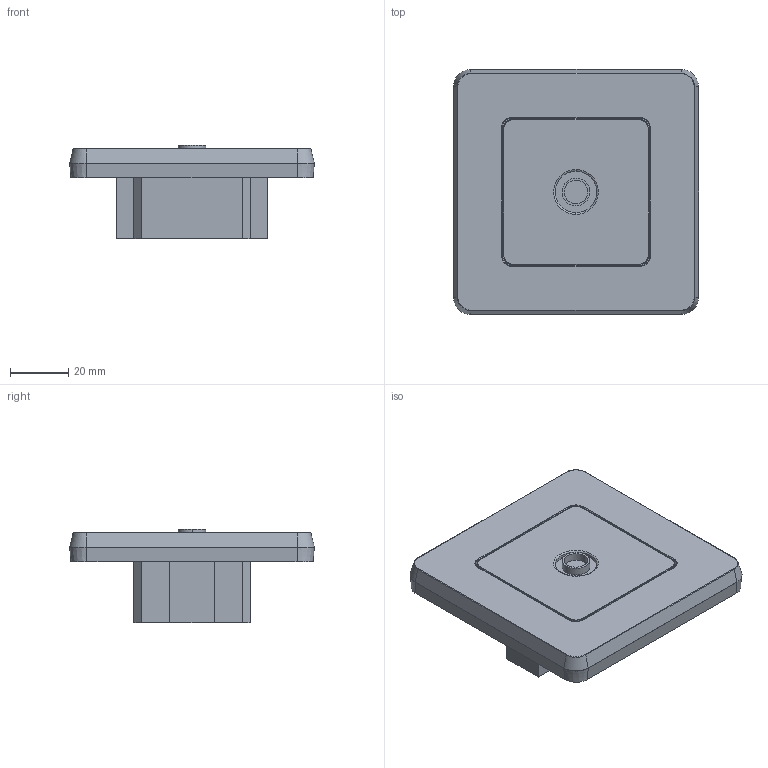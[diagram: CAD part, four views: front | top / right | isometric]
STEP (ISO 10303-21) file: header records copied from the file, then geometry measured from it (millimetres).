
FILE_DESCRIPTION (( 'STEP AP203' ), '1' );
FILE_NAME ('ðîç TV.STEP', '2025-05-27T12:58:22', ( '' ), ( '' ), 'SwSTEP 2.0', 'SolidWorks 2022', '' );
FILE_SCHEMA (( 'CONFIG_CONTROL_DESIGN' ));
Length unit declared in the file: millimetre
Products named in the file (1): роз TV
Bounding box: 84 x 84 x 32.2 mm (x, y, z)
Volume: 105314.2 mm3; surface area: 21981.8 mm2
Topology: 2 solids, 2 shells, 111 faces, 261 edges, 159 vertices
Faces by surface type: plane 47, cylinder 24, bspline 16, cone 14, torus 10
Entity records: 5125 total; most frequent: CARTESIAN_POINT 3089, ORIENTED_EDGE 522, EDGE_CURVE 261, B_SPLINE_CURVE_WITH_KNOTS 257, DIRECTION 196, VERTEX_POINT 159, EDGE_LOOP 118, ADVANCED_FACE 111
